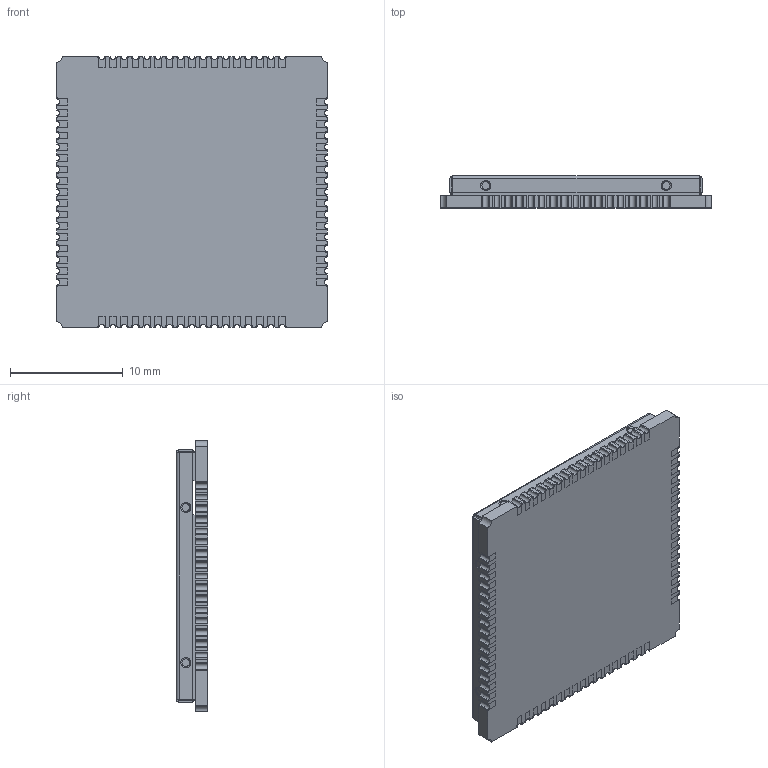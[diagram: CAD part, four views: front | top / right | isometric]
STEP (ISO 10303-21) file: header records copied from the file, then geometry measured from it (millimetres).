
FILE_DESCRIPTION (( 'STEP AP214' ), '1' );
FILE_NAME ('SIM808.STEP', '2020-03-26T06:03:58', ( '' ), ( '' ), 'SwSTEP 2.0', 'SolidWorks 2017', '' );
FILE_SCHEMA (( 'AUTOMOTIVE_DESIGN' ));
Length unit declared in the file: millimetre
Products named in the file (1): SIM808
Bounding box: 24 x 2.8 x 24 mm (x, y, z)
Volume: 717.6 mm3; surface area: 2821 mm2
Topology: 70 solids, 70 shells, 1449 faces, 3878 edges, 2580 vertices
Faces by surface type: plane 1075, cylinder 358, torus 16
Entity records: 45623 total; most frequent: CARTESIAN_POINT 7908, ORIENTED_EDGE 7756, DIRECTION 7542, EDGE_CURVE 3878, LINE 3114, VECTOR 3114, VERTEX_POINT 2580, AXIS2_PLACEMENT_3D 2214
